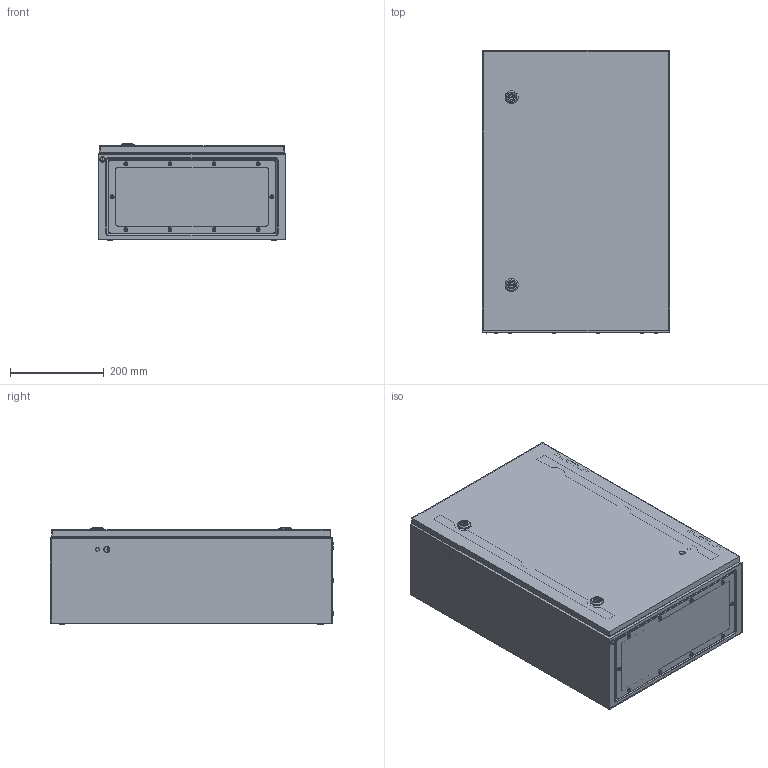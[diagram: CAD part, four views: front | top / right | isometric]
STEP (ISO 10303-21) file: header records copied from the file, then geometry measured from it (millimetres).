
FILE_DESCRIPTION (( 'STEP AP214' ), '1' );
FILE_NAME ('3331-4060-20-07.step', '2023-12-20T12:47:24', ( '' ), ( '' ), 'SwSTEP 2.0', 'SolidWorks 2019', '' );
FILE_SCHEMA (( 'AUTOMOTIVE_DESIGN' ));
Length unit declared in the file: millimetre
Products named in the file (5): Kabeleinfuehrungsplatte_wg_3080-7035-12-27; Montageplattenbeipack_wg_4060; Korpus_wg_4060-20; Tuer_wg_3331-4060-00-97; 3331-4060-20-07
Assembly tree (4 placements, depth 2):
  3331-4060-20-07
    Korpus_wg_4060-20
    Tuer_wg_3331-4060-00-97
    Kabeleinfuehrungsplatte_wg_3080-7035-12-27
    Montageplattenbeipack_wg_4060
Bounding box: 400 x 603.1 x 207 mm (x, y, z)
Volume: 1490216.4 mm3; surface area: 2032087.1 mm2
Topology: 33 solids, 33 shells, 1619 faces, 4056 edges, 2615 vertices
Faces by surface type: plane 909, cylinder 492, cone 160, torus 24, sphere 18, bspline 16
Entity records: 65994 total; most frequent: CARTESIAN_POINT 17891, DIRECTION 8264, ORIENTED_EDGE 8096, EDGE_CURVE 4048, AXIS2_PLACEMENT_3D 2954, VERTEX_POINT 2615, VECTOR 2356, LINE 2356
